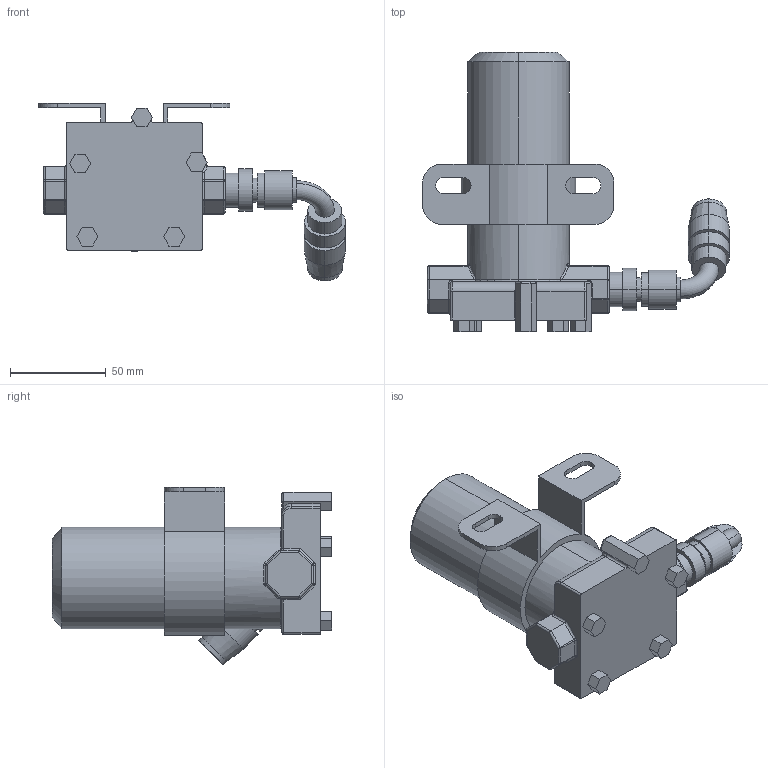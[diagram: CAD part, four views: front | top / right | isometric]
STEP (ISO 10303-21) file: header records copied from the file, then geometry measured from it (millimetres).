
FILE_DESCRIPTION (( 'STEP AP214' ), '1' );
FILE_NAME ('FuelPumpSum-G3136-1.STEP', '2019-01-26T03:59:05', ( 'pattaya2u' ), ( 'Microsoft' ), 'SwSTEP 2.0', 'SolidWorks 2018', '' );
FILE_SCHEMA (( 'AUTOMOTIVE_DESIGN' ));
Length unit declared in the file: millimetre
Products named in the file (1): FuelPumpSum-G3136-1
Bounding box: 160.3 x 146 x 92.95 mm (x, y, z)
Volume: 429184.9 mm3; surface area: 53953 mm2
Topology: 1 solids, 2 shells, 244 faces, 582 edges, 346 vertices
Faces by surface type: cylinder 101, plane 92, torus 20, bspline 14, sphere 13, cone 4
Entity records: 7285 total; most frequent: CARTESIAN_POINT 1707, DIRECTION 1189, ORIENTED_EDGE 1140, EDGE_CURVE 570, AXIS2_PLACEMENT_3D 438, VERTEX_POINT 346, VECTOR 313, LINE 313
